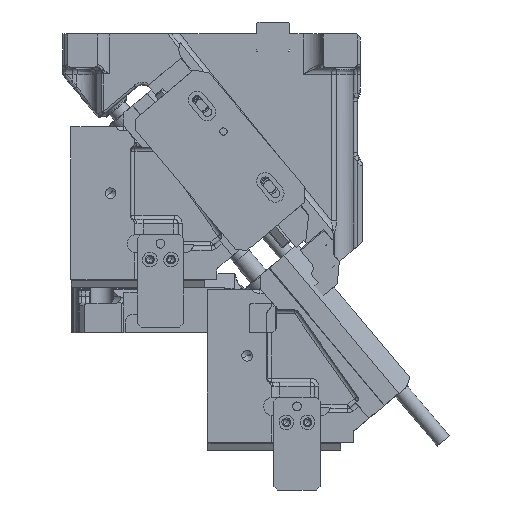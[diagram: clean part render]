
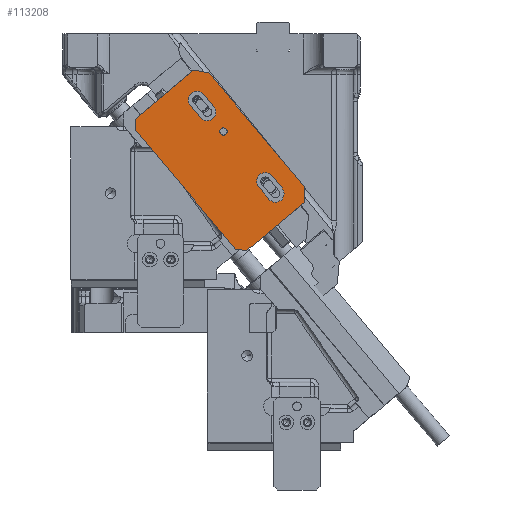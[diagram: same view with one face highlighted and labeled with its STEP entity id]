
A CAD part, front view. The second image highlights one B-rep face of the part: STEP entity #113208.
In plain terms, the highlighted planar face has unit normal (0, -1, 0).
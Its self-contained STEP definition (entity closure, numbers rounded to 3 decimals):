
#112222=AXIS2_PLACEMENT_3D('Circle Axis2P3D',#112220,#112221,$) ;
#112248=AXIS2_PLACEMENT_3D('Circle Axis2P3D',#112246,#112247,$) ;
#112677=AXIS2_PLACEMENT_3D('Circle Axis2P3D',#112675,#112676,$) ;
#112730=AXIS2_PLACEMENT_3D('Circle Axis2P3D',#112728,#112729,$) ;
#112796=AXIS2_PLACEMENT_3D('Circle Axis2P3D',#112794,#112795,$) ;
#112844=AXIS2_PLACEMENT_3D('Circle Axis2P3D',#112842,#112843,$) ;
#113180=AXIS2_PLACEMENT_3D('Plane Axis2P3D',#113177,#113178,#113179) ;
#112215=CARTESIAN_POINT('Vertex',(84.446,-82.5,49.206)) ;
#112220=CARTESIAN_POINT('Axis2P3D Location',(84.987,-82.5,46.51)) ;
#112224=CARTESIAN_POINT('Vertex',(85.528,-82.5,43.814)) ;
#112246=CARTESIAN_POINT('Axis2P3D Location',(84.987,-82.5,46.51)) ;
#112384=CARTESIAN_POINT('Vertex',(145.946,-82.5,-6.772)) ;
#112389=CARTESIAN_POINT('Line Origine',(124.325,-82.5,-24.914)) ;
#112393=CARTESIAN_POINT('Vertex',(102.704,-82.5,-43.056)) ;
#112553=CARTESIAN_POINT('Vertex',(94.251,-82.5,-42.317)) ;
#112556=CARTESIAN_POINT('Line Origine',(98.478,-82.5,-42.686)) ;
#112577=CARTESIAN_POINT('Vertex',(145.946,-82.5,4.977)) ;
#112580=CARTESIAN_POINT('Line Origine',(145.946,-82.5,-0.898)) ;
#112597=CARTESIAN_POINT('Line Origine',(109.95,-82.5,47.875)) ;
#112601=CARTESIAN_POINT('Vertex',(73.954,-82.5,90.774)) ;
#112621=CARTESIAN_POINT('Line Origine',(115.361,-82.5,0.199)) ;
#112625=CARTESIAN_POINT('Vertex',(111.504,-82.5,4.796)) ;
#112627=CARTESIAN_POINT('Vertex',(119.218,-82.5,-4.397)) ;
#112672=CARTESIAN_POINT('Vertex',(121.463,-82.5,13.152)) ;
#112675=CARTESIAN_POINT('Axis2P3D Location',(116.484,-82.5,8.974)) ;
#112692=CARTESIAN_POINT('Line Origine',(125.32,-82.5,8.556)) ;
#112696=CARTESIAN_POINT('Vertex',(129.177,-82.5,3.959)) ;
#112728=CARTESIAN_POINT('Axis2P3D Location',(124.197,-82.5,-0.219)) ;
#112740=CARTESIAN_POINT('Line Origine',(63.938,-82.5,61.483)) ;
#112744=CARTESIAN_POINT('Vertex',(60.081,-82.5,66.079)) ;
#112746=CARTESIAN_POINT('Vertex',(67.795,-82.5,56.887)) ;
#112791=CARTESIAN_POINT('Vertex',(70.04,-82.5,74.435)) ;
#112794=CARTESIAN_POINT('Axis2P3D Location',(65.061,-82.5,70.257)) ;
#112806=CARTESIAN_POINT('Line Origine',(73.897,-82.5,69.839)) ;
#112810=CARTESIAN_POINT('Vertex',(77.754,-82.5,65.243)) ;
#112842=CARTESIAN_POINT('Axis2P3D Location',(72.774,-82.5,61.065)) ;
#112946=CARTESIAN_POINT('Line Origine',(18.772,-82.5,52.303)) ;
#112950=CARTESIAN_POINT('Vertex',(19.142,-82.5,56.53)) ;
#112952=CARTESIAN_POINT('Vertex',(18.402,-82.5,48.077)) ;
#112977=CARTESIAN_POINT('Line Origine',(56.327,-82.5,2.88)) ;
#112998=CARTESIAN_POINT('Vertex',(62.384,-82.5,92.814)) ;
#113001=CARTESIAN_POINT('Line Origine',(68.169,-82.5,91.794)) ;
#113161=CARTESIAN_POINT('Line Origine',(40.763,-82.5,74.672)) ;
#113177=CARTESIAN_POINT('Axis2P3D Location',(56.327,-82.5,2.88)) ;
#112221=DIRECTION('Axis2P3D Direction',(0.,1.,0.)) ;
#112247=DIRECTION('Axis2P3D Direction',(0.,1.,0.)) ;
#112390=DIRECTION('Vector Direction',(0.766,0.,0.643)) ;
#112557=DIRECTION('Vector Direction',(0.996,0.,-0.087)) ;
#112581=DIRECTION('Vector Direction',(0.,0.,-1.)) ;
#112598=DIRECTION('Vector Direction',(-0.643,0.,0.766)) ;
#112622=DIRECTION('Vector Direction',(0.643,0.,-0.766)) ;
#112676=DIRECTION('Axis2P3D Direction',(0.,1.,-0.)) ;
#112693=DIRECTION('Vector Direction',(-0.643,0.,0.766)) ;
#112729=DIRECTION('Axis2P3D Direction',(0.,1.,-0.)) ;
#112741=DIRECTION('Vector Direction',(0.643,0.,-0.766)) ;
#112795=DIRECTION('Axis2P3D Direction',(0.,1.,-0.)) ;
#112807=DIRECTION('Vector Direction',(-0.643,0.,0.766)) ;
#112843=DIRECTION('Axis2P3D Direction',(0.,1.,-0.)) ;
#112947=DIRECTION('Vector Direction',(0.087,0.,0.996)) ;
#112978=DIRECTION('Vector Direction',(-0.643,0.,0.766)) ;
#113002=DIRECTION('Vector Direction',(-0.985,0.,0.174)) ;
#113162=DIRECTION('Vector Direction',(0.766,0.,0.643)) ;
#113178=DIRECTION('Axis2P3D Direction',(0.,-1.,0.)) ;
#113179=DIRECTION('Axis2P3D XDirection',(0.766,0.,0.643)) ;
#112391=VECTOR('Line Direction',#112390,1.) ;
#112558=VECTOR('Line Direction',#112557,1.) ;
#112582=VECTOR('Line Direction',#112581,1.) ;
#112599=VECTOR('Line Direction',#112598,1.) ;
#112623=VECTOR('Line Direction',#112622,1.) ;
#112694=VECTOR('Line Direction',#112693,1.) ;
#112742=VECTOR('Line Direction',#112741,1.) ;
#112808=VECTOR('Line Direction',#112807,1.) ;
#112948=VECTOR('Line Direction',#112947,1.) ;
#112979=VECTOR('Line Direction',#112978,1.) ;
#113003=VECTOR('Line Direction',#113002,1.) ;
#113163=VECTOR('Line Direction',#113162,1.) ;
#113183=ORIENTED_EDGE('',*,*,#113165,.F.) ;
#113184=ORIENTED_EDGE('',*,*,#112954,.T.) ;
#113185=ORIENTED_EDGE('',*,*,#112981,.F.) ;
#113186=ORIENTED_EDGE('',*,*,#112560,.T.) ;
#113187=ORIENTED_EDGE('',*,*,#112395,.T.) ;
#113188=ORIENTED_EDGE('',*,*,#112584,.T.) ;
#113189=ORIENTED_EDGE('',*,*,#112603,.T.) ;
#113190=ORIENTED_EDGE('',*,*,#113005,.T.) ;
#113193=ORIENTED_EDGE('',*,*,#112250,.F.) ;
#113194=ORIENTED_EDGE('',*,*,#112226,.F.) ;
#113197=ORIENTED_EDGE('',*,*,#112629,.F.) ;
#113198=ORIENTED_EDGE('',*,*,#112679,.F.) ;
#113199=ORIENTED_EDGE('',*,*,#112698,.F.) ;
#113200=ORIENTED_EDGE('',*,*,#112732,.F.) ;
#113203=ORIENTED_EDGE('',*,*,#112748,.F.) ;
#113204=ORIENTED_EDGE('',*,*,#112798,.F.) ;
#113205=ORIENTED_EDGE('',*,*,#112812,.F.) ;
#113206=ORIENTED_EDGE('',*,*,#112846,.F.) ;
#113195=FACE_BOUND('',#113192,.T.) ;
#113201=FACE_BOUND('',#113196,.T.) ;
#113207=FACE_BOUND('',#113202,.T.) ;
#113208=ADVANCED_FACE('FIXING_SPACE_CAM_BASE',(#113191,#113195,#113201,#113207),#113181,.T.) ;
#112223=CIRCLE('generated circle',#112222,2.75) ;
#112249=CIRCLE('generated circle',#112248,2.75) ;
#112678=CIRCLE('generated circle',#112677,6.5) ;
#112731=CIRCLE('generated circle',#112730,6.5) ;
#112797=CIRCLE('generated circle',#112796,6.5) ;
#112845=CIRCLE('generated circle',#112844,6.5) ;
#112226=EDGE_CURVE('',#112216,#112225,#112223,.F.) ;
#112250=EDGE_CURVE('',#112225,#112216,#112249,.F.) ;
#112395=EDGE_CURVE('',#112394,#112385,#112392,.T.) ;
#112560=EDGE_CURVE('',#112554,#112394,#112559,.T.) ;
#112584=EDGE_CURVE('',#112385,#112578,#112583,.F.) ;
#112603=EDGE_CURVE('',#112578,#112602,#112600,.T.) ;
#112629=EDGE_CURVE('',#112626,#112628,#112624,.T.) ;
#112679=EDGE_CURVE('',#112673,#112626,#112678,.F.) ;
#112698=EDGE_CURVE('',#112697,#112673,#112695,.T.) ;
#112732=EDGE_CURVE('',#112628,#112697,#112731,.F.) ;
#112748=EDGE_CURVE('',#112745,#112747,#112743,.T.) ;
#112798=EDGE_CURVE('',#112792,#112745,#112797,.F.) ;
#112812=EDGE_CURVE('',#112811,#112792,#112809,.T.) ;
#112846=EDGE_CURVE('',#112747,#112811,#112845,.F.) ;
#112954=EDGE_CURVE('',#112951,#112953,#112949,.F.) ;
#112981=EDGE_CURVE('',#112554,#112953,#112980,.T.) ;
#113005=EDGE_CURVE('',#112602,#112999,#113004,.T.) ;
#113165=EDGE_CURVE('',#112951,#112999,#113164,.T.) ;
#113182=EDGE_LOOP('',(#113183,#113184,#113185,#113186,#113187,#113188,#113189,#113190)) ;
#113192=EDGE_LOOP('',(#113193,#113194)) ;
#113196=EDGE_LOOP('',(#113197,#113198,#113199,#113200)) ;
#113202=EDGE_LOOP('',(#113203,#113204,#113205,#113206)) ;
#113191=FACE_OUTER_BOUND('',#113182,.T.) ;
#112392=LINE('Line',#112389,#112391) ;
#112559=LINE('Line',#112556,#112558) ;
#112583=LINE('Line',#112580,#112582) ;
#112600=LINE('Line',#112597,#112599) ;
#112624=LINE('Line',#112621,#112623) ;
#112695=LINE('Line',#112692,#112694) ;
#112743=LINE('Line',#112740,#112742) ;
#112809=LINE('Line',#112806,#112808) ;
#112949=LINE('Line',#112946,#112948) ;
#112980=LINE('Line',#112977,#112979) ;
#113004=LINE('Line',#113001,#113003) ;
#113164=LINE('Line',#113161,#113163) ;
#113181=PLANE('',#113180) ;
#112216=VERTEX_POINT('',#112215) ;
#112225=VERTEX_POINT('',#112224) ;
#112385=VERTEX_POINT('',#112384) ;
#112394=VERTEX_POINT('',#112393) ;
#112554=VERTEX_POINT('',#112553) ;
#112578=VERTEX_POINT('',#112577) ;
#112602=VERTEX_POINT('',#112601) ;
#112626=VERTEX_POINT('',#112625) ;
#112628=VERTEX_POINT('',#112627) ;
#112673=VERTEX_POINT('',#112672) ;
#112697=VERTEX_POINT('',#112696) ;
#112745=VERTEX_POINT('',#112744) ;
#112747=VERTEX_POINT('',#112746) ;
#112792=VERTEX_POINT('',#112791) ;
#112811=VERTEX_POINT('',#112810) ;
#112951=VERTEX_POINT('',#112950) ;
#112953=VERTEX_POINT('',#112952) ;
#112999=VERTEX_POINT('',#112998) ;
